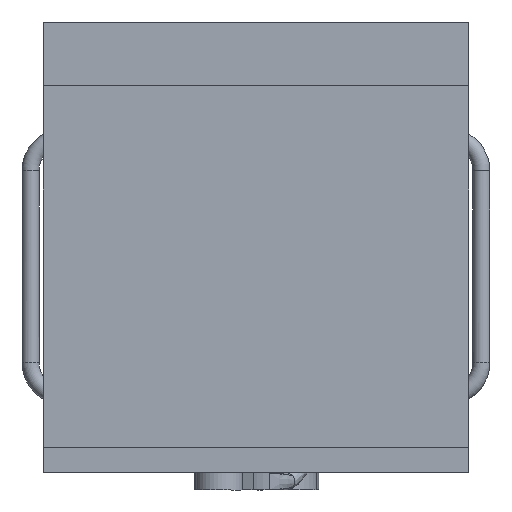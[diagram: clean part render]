
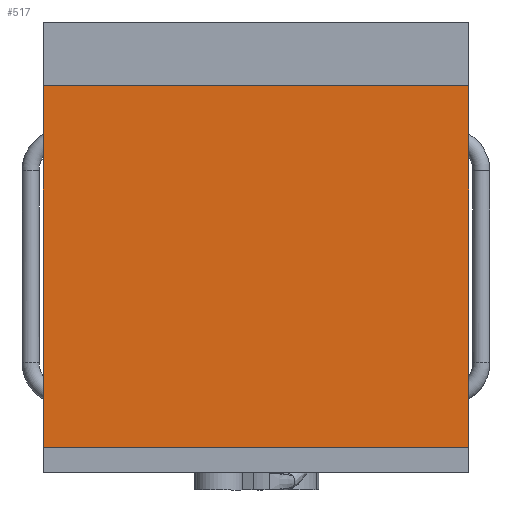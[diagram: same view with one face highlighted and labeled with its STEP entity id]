
A CAD part, left-side view. The second image highlights one B-rep face of the part: STEP entity #517.
In plain terms, the highlighted planar face has unit normal (-1, 0, 0).
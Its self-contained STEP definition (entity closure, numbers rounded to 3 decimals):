
#517=ADVANCED_FACE('',(#1257),#1258,.F.);
#595=EDGE_CURVE('',#1368,#1364,#1369,.T.);
#607=EDGE_CURVE('',#1382,#1383,#1384,.T.);
#609=EDGE_CURVE('',#1368,#1383,#1386,.T.);
#611=EDGE_CURVE('',#1364,#1382,#1388,.T.);
#1257=FACE_OUTER_BOUND('',#2504,.T.);
#1258=PLANE('',#2505);
#1364=VERTEX_POINT('',#2666);
#1368=VERTEX_POINT('',#2672);
#1369=LINE('',#2673,#2674);
#1382=VERTEX_POINT('',#2698);
#1383=VERTEX_POINT('',#2699);
#1384=LINE('',#2700,#2701);
#1386=LINE('',#2704,#2705);
#1388=LINE('',#2708,#2709);
#2504=EDGE_LOOP('',(#4001,#4002,#4003,#4004));
#2505=AXIS2_PLACEMENT_3D('',#4005,#4006,#4007);
#2666=CARTESIAN_POINT('',(-0.5,-0.25,0.03));
#2672=CARTESIAN_POINT('',(-0.5,0.25,0.03));
#2673=CARTESIAN_POINT('',(-0.5,0.25,0.03));
#2674=VECTOR('',#4120,1.0);
#2698=CARTESIAN_POINT('',(-0.5,-0.25,0.455));
#2699=CARTESIAN_POINT('',(-0.5,0.25,0.455));
#2700=CARTESIAN_POINT('',(-0.5,-0.25,0.455));
#2701=VECTOR('',#4126,1.0);
#2704=CARTESIAN_POINT('',(-0.5,0.25,0.105));
#2705=VECTOR('',#4127,1.0);
#2708=CARTESIAN_POINT('',(-0.5,-0.25,0.105));
#2709=VECTOR('',#4128,1.0);
#4001=ORIENTED_EDGE('',*,*,#607,.T.);
#4002=ORIENTED_EDGE('',*,*,#609,.F.);
#4003=ORIENTED_EDGE('',*,*,#595,.T.);
#4004=ORIENTED_EDGE('',*,*,#611,.T.);
#4005=CARTESIAN_POINT('',(-0.5,-0.25,0.105));
#4006=DIRECTION('',(1.0,0.,0.));
#4007=DIRECTION('',(0.0,0.,-1.0));
#4120=DIRECTION('',(0.,-1000.0,0.));
#4126=DIRECTION('',(0.,1000.0,0.));
#4127=DIRECTION('',(0.0,0.,1000.0));
#4128=DIRECTION('',(0.0,0.,1000.0));
